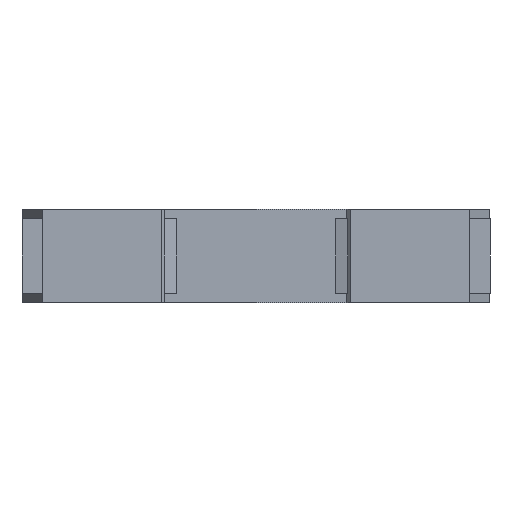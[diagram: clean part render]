
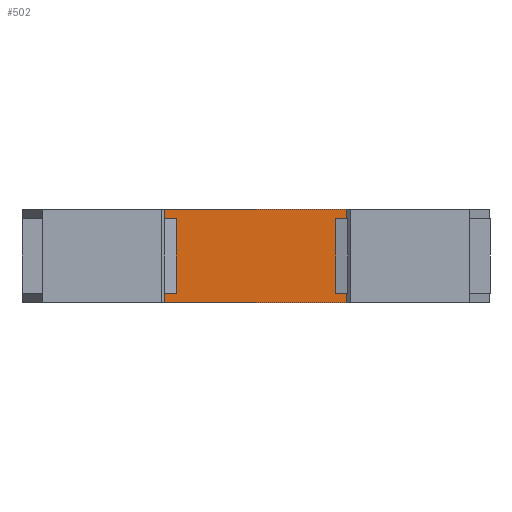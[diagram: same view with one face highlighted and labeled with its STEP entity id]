
A CAD part, front view. The second image highlights one B-rep face of the part: STEP entity #502.
In plain terms, the highlighted planar face has unit normal (0, -1, 0).
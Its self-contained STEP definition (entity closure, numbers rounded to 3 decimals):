
#182 = LINE ( 'NONE', #2196, #651 ) ;
#502 = ADVANCED_FACE ( 'NONE', ( #1187 ), #2748, .T. ) ;
#530 = VERTEX_POINT ( 'NONE', #2677 ) ;
#562 = CARTESIAN_POINT ( 'NONE',  ( 0., -61., 0. ) ) ;
#569 = ORIENTED_EDGE ( 'NONE', *, *, #1746, .T. ) ;
#651 = VECTOR ( 'NONE', #2157, 1000. ) ;
#787 = CARTESIAN_POINT ( 'NONE',  ( 62.5, -61., 0. ) ) ;
#797 = EDGE_CURVE ( 'NONE', #530, #2801, #2295, .T. ) ;
#1114 = VERTEX_POINT ( 'NONE', #787 ) ;
#1187 = FACE_OUTER_BOUND ( 'NONE', #4906, .T. ) ;
#1703 = CARTESIAN_POINT ( 'NONE',  ( 27.5, -61., 17.9 ) ) ;
#1746 = EDGE_CURVE ( 'NONE', #530, #1114, #4577, .T. ) ;
#1813 = EDGE_CURVE ( 'NONE', #2801, #3273, #4549, .T. ) ;
#1849 = CARTESIAN_POINT ( 'NONE',  ( 27.5, -61., 0. ) ) ;
#1859 = DIRECTION ( 'NONE',  ( 0., 0., 1. ) ) ;
#1956 = ORIENTED_EDGE ( 'NONE', *, *, #797, .F. ) ;
#1958 = DIRECTION ( 'NONE',  ( 1., 0., 0. ) ) ;
#2157 = DIRECTION ( 'NONE',  ( 0., 0., 1. ) ) ;
#2196 = CARTESIAN_POINT ( 'NONE',  ( 62.5, -61., 0. ) ) ;
#2278 = VECTOR ( 'NONE', #1859, 1000. ) ;
#2295 = LINE ( 'NONE', #1849, #2278 ) ;
#2676 = EDGE_CURVE ( 'NONE', #1114, #3273, #182, .T. ) ;
#2677 = CARTESIAN_POINT ( 'NONE',  ( 27.5, -61., 0. ) ) ;
#2703 = DIRECTION ( 'NONE',  ( 0., 0., -1. ) ) ;
#2712 = DIRECTION ( 'NONE',  ( 0., -1., 0. ) ) ;
#2735 = CARTESIAN_POINT ( 'NONE',  ( 0., -61., 0. ) ) ;
#2748 = PLANE ( 'NONE',  #3087 ) ;
#2801 = VERTEX_POINT ( 'NONE', #1703 ) ;
#2874 = VECTOR ( 'NONE', #4690, 1000. ) ;
#3087 = AXIS2_PLACEMENT_3D ( 'NONE', #2735, #2712, #2703 ) ;
#3273 = VERTEX_POINT ( 'NONE', #4666 ) ;
#3599 = ORIENTED_EDGE ( 'NONE', *, *, #1813, .F. ) ;
#4237 = ORIENTED_EDGE ( 'NONE', *, *, #2676, .T. ) ;
#4413 = CARTESIAN_POINT ( 'NONE',  ( 0., -61., 17.9 ) ) ;
#4549 = LINE ( 'NONE', #4413, #2874 ) ;
#4577 = LINE ( 'NONE', #562, #4578 ) ;
#4578 = VECTOR ( 'NONE', #1958, 1000. ) ;
#4666 = CARTESIAN_POINT ( 'NONE',  ( 62.5, -61., 17.9 ) ) ;
#4690 = DIRECTION ( 'NONE',  ( 1., 0., 0. ) ) ;
#4906 = EDGE_LOOP ( 'NONE', ( #3599, #1956, #569, #4237 ) ) ;
